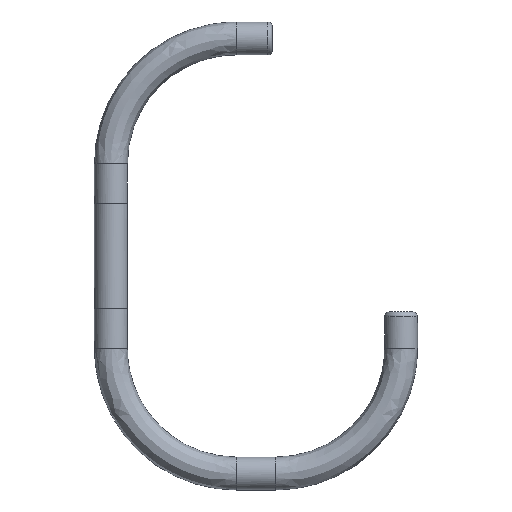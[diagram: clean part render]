
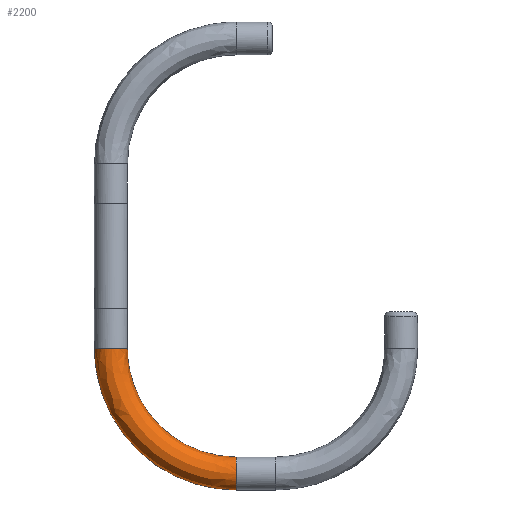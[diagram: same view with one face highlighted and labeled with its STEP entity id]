
A CAD part, top view. The second image highlights one B-rep face of the part: STEP entity #2200.
In plain terms, the highlighted free-form (B-spline) face has degree [2, 2] with [9, 9] control points.
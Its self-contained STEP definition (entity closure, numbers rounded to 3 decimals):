
#2200=ADVANCED_FACE('',(#2427),#5389,.T.);
#2427=FACE_OUTER_BOUND('',#2667,.T.);
#2667=EDGE_LOOP('',(#3162,#3163,#3164,#3165));
#3162=ORIENTED_EDGE('',*,*,#4065,.T.);
#3163=ORIENTED_EDGE('',*,*,#4066,.T.);
#3164=ORIENTED_EDGE('',*,*,#4067,.T.);
#3165=ORIENTED_EDGE('',*,*,#4068,.F.);
#4065=EDGE_CURVE('',#5121,#5122,#4536,.T.);
#4066=EDGE_CURVE('',#5122,#5123,#4537,.T.);
#4067=EDGE_CURVE('',#5123,#5124,#4538,.T.);
#4068=EDGE_CURVE('',#5121,#5124,#4539,.T.);
#4536=(
BOUNDED_CURVE()
B_SPLINE_CURVE(2,(#9275,#9276,#9277,#9278,#9279),.UNSPECIFIED.,.F.,.F.)
B_SPLINE_CURVE_WITH_KNOTS((3,2,3),(0.,19.635,39.27),
 .UNSPECIFIED.)
CURVE()
GEOMETRIC_REPRESENTATION_ITEM()
RATIONAL_B_SPLINE_CURVE((1.,0.707,1.,0.707,1.))
REPRESENTATION_ITEM('')
);
#4537=(
BOUNDED_CURVE()
B_SPLINE_CURVE(2,(#9280,#9281,#9282),.UNSPECIFIED.,.F.,.F.)
B_SPLINE_CURVE_WITH_KNOTS((3,3),(0.,129.227),.UNSPECIFIED.)
CURVE()
GEOMETRIC_REPRESENTATION_ITEM()
RATIONAL_B_SPLINE_CURVE((1.,0.707,1.))
REPRESENTATION_ITEM('')
);
#4538=(
BOUNDED_CURVE()
B_SPLINE_CURVE(2,(#9283,#9284,#9285,#9286,#9287),.UNSPECIFIED.,.F.,.F.)
B_SPLINE_CURVE_WITH_KNOTS((3,2,3),(0.,19.635,39.27),
 .UNSPECIFIED.)
CURVE()
GEOMETRIC_REPRESENTATION_ITEM()
RATIONAL_B_SPLINE_CURVE((1.,0.707,1.,0.707,1.))
REPRESENTATION_ITEM('')
);
#4539=(
BOUNDED_CURVE()
B_SPLINE_CURVE(2,(#9288,#9289,#9290),.UNSPECIFIED.,.F.,.F.)
B_SPLINE_CURVE_WITH_KNOTS((3,3),(148.934,297.801),
 .UNSPECIFIED.)
CURVE()
GEOMETRIC_REPRESENTATION_ITEM()
RATIONAL_B_SPLINE_CURVE((1.,0.707,1.))
REPRESENTATION_ITEM('')
);
#5121=VERTEX_POINT('',#9213);
#5122=VERTEX_POINT('',#9214);
#5123=VERTEX_POINT('',#9215);
#5124=VERTEX_POINT('',#9216);
#5389=(
BOUNDED_SURFACE()
B_SPLINE_SURFACE(2,2,((#8186,#8187,#8188,#8189,#8190,#8191,#8192,#8193,
#8194),(#8195,#8196,#8197,#8198,#8199,#8200,#8201,#8202,#8203),(#8204,#8205,
#8206,#8207,#8208,#8209,#8210,#8211,#8212),(#8213,#8214,#8215,#8216,#8217,
#8218,#8219,#8220,#8221),(#8222,#8223,#8224,#8225,#8226,#8227,#8228,#8229,
#8230),(#8231,#8232,#8233,#8234,#8235,#8236,#8237,#8238,#8239),(#8240,#8241,
#8242,#8243,#8244,#8245,#8246,#8247,#8248),(#8249,#8250,#8251,#8252,#8253,
#8254,#8255,#8256,#8257),(#8258,#8259,#8260,#8261,#8262,#8263,#8264,#8265,
#8266)),.UNSPECIFIED.,.T.,.F.,.F.)
B_SPLINE_SURFACE_WITH_KNOTS((3,2,2,2,3),(3,2,2,2,3),(0.,148.911,
297.823,446.734,595.646),(0.,19.635,
39.27,58.905,78.54),.UNSPECIFIED.)
GEOMETRIC_REPRESENTATION_ITEM()
RATIONAL_B_SPLINE_SURFACE(((1.,0.707,1.,0.707,1.,
0.707,1.,0.707,1.),(0.707,0.5,0.707,
0.5,0.707,0.5,0.707,0.5,0.707),(1.,
0.707,1.,0.707,1.,0.707,1.,0.707,
1.),(0.707,0.5,0.707,0.5,0.707,0.5,
0.707,0.5,0.707),(1.,0.707,1.,0.707,
1.,0.707,1.,0.707,1.),(0.707,0.5,0.707,
0.5,0.707,0.5,0.707,0.5,0.707),(1.,
0.707,1.,0.707,1.,0.707,1.,0.707,
1.),(0.707,0.5,0.707,0.5,0.707,0.5,
0.707,0.5,0.707),(1.,0.707,1.,0.707,
1.,0.707,1.,0.707,1.)))
REPRESENTATION_ITEM('')
SURFACE()
);
#8186=CARTESIAN_POINT('',(202.1,94.773,0.));
#8187=CARTESIAN_POINT('',(202.1,94.773,-12.5));
#8188=CARTESIAN_POINT('',(189.6,94.773,-12.5));
#8189=CARTESIAN_POINT('',(177.1,94.773,-12.5));
#8190=CARTESIAN_POINT('',(177.1,94.773,0.));
#8191=CARTESIAN_POINT('',(177.1,94.773,12.5));
#8192=CARTESIAN_POINT('',(189.6,94.773,12.5));
#8193=CARTESIAN_POINT('',(202.1,94.773,12.5));
#8194=CARTESIAN_POINT('',(202.1,94.773,0.));
#8195=CARTESIAN_POINT('',(202.1,-12.527,0.));
#8196=CARTESIAN_POINT('',(202.1,-12.527,-12.5));
#8197=CARTESIAN_POINT('',(189.6,-0.027,-12.5));
#8198=CARTESIAN_POINT('',(177.1,12.473,-12.5));
#8199=CARTESIAN_POINT('',(177.1,12.473,0.));
#8200=CARTESIAN_POINT('',(177.1,12.473,12.5));
#8201=CARTESIAN_POINT('',(189.6,-0.027,12.5));
#8202=CARTESIAN_POINT('',(202.1,-12.527,12.5));
#8203=CARTESIAN_POINT('',(202.1,-12.527,0.));
#8204=CARTESIAN_POINT('',(94.8,-12.527,0.));
#8205=CARTESIAN_POINT('',(94.8,-12.527,-12.5));
#8206=CARTESIAN_POINT('',(94.8,-0.027,-12.5));
#8207=CARTESIAN_POINT('',(94.8,12.473,-12.5));
#8208=CARTESIAN_POINT('',(94.8,12.473,0.));
#8209=CARTESIAN_POINT('',(94.8,12.473,12.5));
#8210=CARTESIAN_POINT('',(94.8,-0.027,12.5));
#8211=CARTESIAN_POINT('',(94.8,-12.527,12.5));
#8212=CARTESIAN_POINT('',(94.8,-12.527,0.));
#8213=CARTESIAN_POINT('',(-12.5,-12.527,0.));
#8214=CARTESIAN_POINT('',(-12.5,-12.527,-12.5));
#8215=CARTESIAN_POINT('',(0.,-0.027,-12.5));
#8216=CARTESIAN_POINT('',(12.5,12.473,-12.5));
#8217=CARTESIAN_POINT('',(12.5,12.473,0.));
#8218=CARTESIAN_POINT('',(12.5,12.473,12.5));
#8219=CARTESIAN_POINT('',(0.,-0.027,12.5));
#8220=CARTESIAN_POINT('',(-12.5,-12.527,12.5));
#8221=CARTESIAN_POINT('',(-12.5,-12.527,0.));
#8222=CARTESIAN_POINT('',(-12.5,94.773,0.));
#8223=CARTESIAN_POINT('',(-12.5,94.773,-12.5));
#8224=CARTESIAN_POINT('',(0.,94.773,-12.5));
#8225=CARTESIAN_POINT('',(12.5,94.773,-12.5));
#8226=CARTESIAN_POINT('',(12.5,94.773,0.));
#8227=CARTESIAN_POINT('',(12.5,94.773,12.5));
#8228=CARTESIAN_POINT('',(0.,94.773,12.5));
#8229=CARTESIAN_POINT('',(-12.5,94.773,12.5));
#8230=CARTESIAN_POINT('',(-12.5,94.773,0.));
#8231=CARTESIAN_POINT('',(-12.5,202.073,0.));
#8232=CARTESIAN_POINT('',(-12.5,202.073,-12.5));
#8233=CARTESIAN_POINT('',(0.,189.573,-12.5));
#8234=CARTESIAN_POINT('',(12.5,177.073,-12.5));
#8235=CARTESIAN_POINT('',(12.5,177.073,0.));
#8236=CARTESIAN_POINT('',(12.5,177.073,12.5));
#8237=CARTESIAN_POINT('',(0.,189.573,12.5));
#8238=CARTESIAN_POINT('',(-12.5,202.073,12.5));
#8239=CARTESIAN_POINT('',(-12.5,202.073,0.));
#8240=CARTESIAN_POINT('',(94.8,202.073,0.));
#8241=CARTESIAN_POINT('',(94.8,202.073,-12.5));
#8242=CARTESIAN_POINT('',(94.8,189.573,-12.5));
#8243=CARTESIAN_POINT('',(94.8,177.073,-12.5));
#8244=CARTESIAN_POINT('',(94.8,177.073,0.));
#8245=CARTESIAN_POINT('',(94.8,177.073,12.5));
#8246=CARTESIAN_POINT('',(94.8,189.573,12.5));
#8247=CARTESIAN_POINT('',(94.8,202.073,12.5));
#8248=CARTESIAN_POINT('',(94.8,202.073,0.));
#8249=CARTESIAN_POINT('',(202.1,202.073,0.));
#8250=CARTESIAN_POINT('',(202.1,202.073,-12.5));
#8251=CARTESIAN_POINT('',(189.6,189.573,-12.5));
#8252=CARTESIAN_POINT('',(177.1,177.073,-12.5));
#8253=CARTESIAN_POINT('',(177.1,177.073,0.));
#8254=CARTESIAN_POINT('',(177.1,177.073,12.5));
#8255=CARTESIAN_POINT('',(189.6,189.573,12.5));
#8256=CARTESIAN_POINT('',(202.1,202.073,12.5));
#8257=CARTESIAN_POINT('',(202.1,202.073,0.));
#8258=CARTESIAN_POINT('',(202.1,94.773,0.));
#8259=CARTESIAN_POINT('',(202.1,94.773,-12.5));
#8260=CARTESIAN_POINT('',(189.6,94.773,-12.5));
#8261=CARTESIAN_POINT('',(177.1,94.773,-12.5));
#8262=CARTESIAN_POINT('',(177.1,94.773,0.));
#8263=CARTESIAN_POINT('',(177.1,94.773,12.5));
#8264=CARTESIAN_POINT('',(189.6,94.773,12.5));
#8265=CARTESIAN_POINT('',(202.1,94.773,12.5));
#8266=CARTESIAN_POINT('',(202.1,94.773,0.));
#9213=CARTESIAN_POINT('',(94.775,-12.527,0.));
#9214=CARTESIAN_POINT('',(94.775,12.473,0.));
#9215=CARTESIAN_POINT('',(12.5,94.748,0.));
#9216=CARTESIAN_POINT('',(-12.5,94.748,0.));
#9275=CARTESIAN_POINT('',(94.775,-12.527,0.));
#9276=CARTESIAN_POINT('',(94.775,-12.527,12.5));
#9277=CARTESIAN_POINT('',(94.775,-0.027,12.5));
#9278=CARTESIAN_POINT('',(94.775,12.473,12.5));
#9279=CARTESIAN_POINT('',(94.775,12.473,0.));
#9280=CARTESIAN_POINT('',(94.775,12.473,0.));
#9281=CARTESIAN_POINT('',(12.525,12.498,0.));
#9282=CARTESIAN_POINT('',(12.5,94.748,0.));
#9283=CARTESIAN_POINT('',(12.5,94.748,0.));
#9284=CARTESIAN_POINT('',(12.5,94.748,12.5));
#9285=CARTESIAN_POINT('',(0.,94.748,12.5));
#9286=CARTESIAN_POINT('',(-12.5,94.748,12.5));
#9287=CARTESIAN_POINT('',(-12.5,94.748,0.));
#9288=CARTESIAN_POINT('',(94.775,-12.527,0.));
#9289=CARTESIAN_POINT('',(-12.475,-12.502,0.));
#9290=CARTESIAN_POINT('',(-12.5,94.748,0.));
